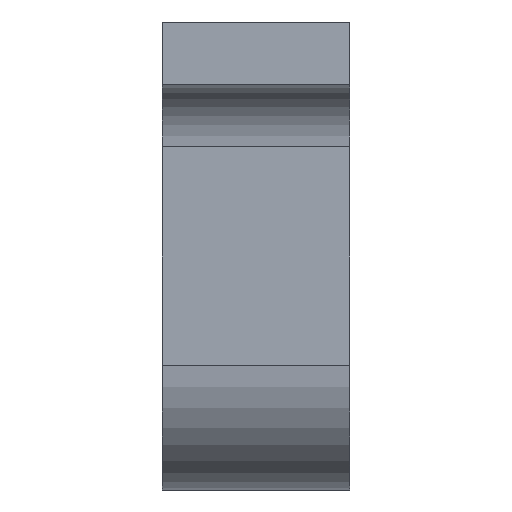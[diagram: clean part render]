
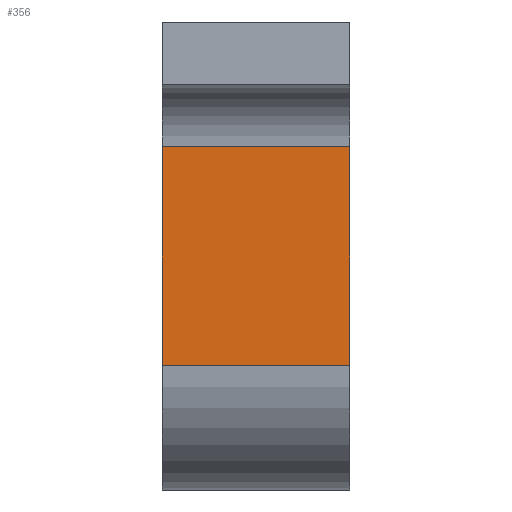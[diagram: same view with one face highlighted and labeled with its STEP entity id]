
A CAD part, front view. The second image highlights one B-rep face of the part: STEP entity #356.
In plain terms, the highlighted planar face has unit normal (0, -1, 0).
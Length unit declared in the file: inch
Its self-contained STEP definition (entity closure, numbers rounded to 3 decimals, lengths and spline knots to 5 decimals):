
#168=CARTESIAN_POINT('',(0.03,0.025,-0.01));
#169=VERTEX_POINT('',#168);
#209=CARTESIAN_POINT('',(0.,0.025,-0.01));
#210=VERTEX_POINT('',#209);
#246=CARTESIAN_POINT('',(0.,0.025,-0.01));
#247=DIRECTION('',(1.,0.,0.));
#248=VECTOR('',#247,1.);
#249=LINE('',#246,#248);
#250=EDGE_CURVE('',#210,#169,#249,.T.);
#262=CARTESIAN_POINT('',(0.03,0.025,-0.01));
#263=DIRECTION('',(0.,0.,-1.));
#264=VECTOR('',#263,1.);
#265=LINE('',#262,#264);
#266=EDGE_CURVE('',#169,#268,#265,.T.);
#267=CARTESIAN_POINT('',(0.03,0.025,-0.045));
#268=VERTEX_POINT('',#267);
#306=CARTESIAN_POINT('',(0.,0.025,-0.045));
#307=VERTEX_POINT('',#306);
#309=CARTESIAN_POINT('',(0.,0.025,-0.01));
#310=DIRECTION('',(0.,0.,-1.));
#311=VECTOR('',#310,1.);
#312=LINE('',#309,#311);
#313=EDGE_CURVE('',#210,#307,#312,.T.);
#340=ORIENTED_EDGE('',*,*,#250,.F.);
#341=ORIENTED_EDGE('',*,*,#313,.T.);
#342=CARTESIAN_POINT('',(0.,0.025,-0.045));
#343=DIRECTION('',(1.,0.,0.));
#344=VECTOR('',#343,1.);
#345=LINE('',#342,#344);
#346=EDGE_CURVE('',#307,#268,#345,.T.);
#347=ORIENTED_EDGE('',*,*,#346,.T.);
#348=ORIENTED_EDGE('',*,*,#266,.F.);
#349=EDGE_LOOP('',(#340,#341,#347,#348));
#350=FACE_BOUND('',#349,.T.);
#351=CARTESIAN_POINT('',(0.,0.025,-0.01));
#352=DIRECTION('',(0.,-1.,0.));
#353=DIRECTION('',(0.,0.,1.));
#354=AXIS2_PLACEMENT_3D('',#351,#352,#353);
#355=PLANE('',#354);
#356=ADVANCED_FACE('',(#350),#355,.T.);
